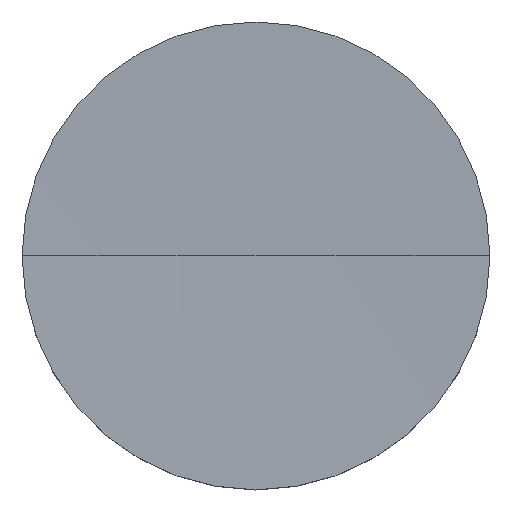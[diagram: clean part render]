
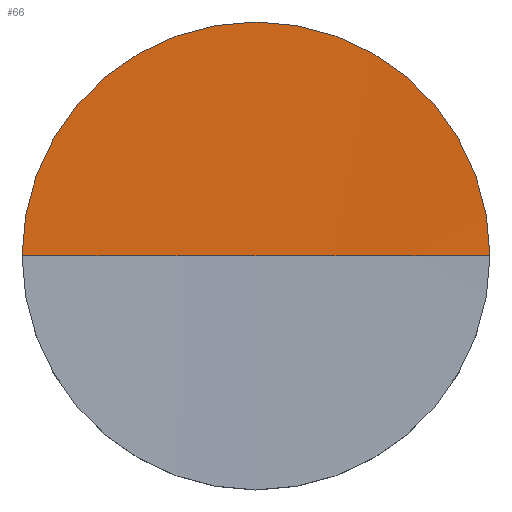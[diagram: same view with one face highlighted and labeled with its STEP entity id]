
A CAD part, top view. The second image highlights one B-rep face of the part: STEP entity #66.
In plain terms, the highlighted spherical face has radius 750 mm.
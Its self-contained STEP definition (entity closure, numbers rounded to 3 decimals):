
#2 = ORIENTED_EDGE ( 'NONE', *, *, #197, .F. ) ;
#12 = EDGE_CURVE ( 'NONE', #21, #31, #198, .T. ) ;
#16 = EDGE_LOOP ( 'NONE', ( #2, #180, #64 ) ) ;
#21 = VERTEX_POINT ( 'NONE', #107 ) ;
#31 = VERTEX_POINT ( 'NONE', #185 ) ;
#42 = CARTESIAN_POINT ( 'NONE',  ( 0., 0., 759.57 ) ) ;
#46 = FACE_OUTER_BOUND ( 'NONE', #16, .T. ) ;
#49 = DIRECTION ( 'NONE',  ( 0., -1., 0. ) ) ;
#53 = CARTESIAN_POINT ( 'NONE',  ( 25.4, 0., 10. ) ) ;
#59 = SPHERICAL_SURFACE ( 'NONE', #190, 750. ) ;
#63 = AXIS2_PLACEMENT_3D ( 'NONE', #42, #148, #143 ) ;
#64 = ORIENTED_EDGE ( 'NONE', *, *, #170, .F. ) ;
#66 = ADVANCED_FACE ( 'NONE', ( #46 ), #59, .F. ) ;
#67 = AXIS2_PLACEMENT_3D ( 'NONE', #68, #125, #115 ) ;
#68 = CARTESIAN_POINT ( 'NONE',  ( 0., 0., 10. ) ) ;
#107 = CARTESIAN_POINT ( 'NONE',  ( -25.4, 0., 10. ) ) ;
#115 = DIRECTION ( 'NONE',  ( 1., 0., 0. ) ) ;
#121 = CARTESIAN_POINT ( 'NONE',  ( 0., 0., 759.57 ) ) ;
#125 = DIRECTION ( 'NONE',  ( 0., 0., -1. ) ) ;
#131 = AXIS2_PLACEMENT_3D ( 'NONE', #137, #49, #135 ) ;
#135 = DIRECTION ( 'NONE',  ( 1., 0., 0. ) ) ;
#137 = CARTESIAN_POINT ( 'NONE',  ( 0., 0., 759.57 ) ) ;
#143 = DIRECTION ( 'NONE',  ( 0., 0., 1. ) ) ;
#148 = DIRECTION ( 'NONE',  ( 0., 1., 0. ) ) ;
#149 = CIRCLE ( 'NONE', #63, 750. ) ;
#154 = VERTEX_POINT ( 'NONE', #53 ) ;
#169 = DIRECTION ( 'NONE',  ( 1., 0., 0. ) ) ;
#170 = EDGE_CURVE ( 'NONE', #154, #31, #149, .T. ) ;
#176 = CIRCLE ( 'NONE', #67, 25.4 ) ;
#180 = ORIENTED_EDGE ( 'NONE', *, *, #12, .T. ) ;
#185 = CARTESIAN_POINT ( 'NONE',  ( 0., 0., 9.57 ) ) ;
#190 = AXIS2_PLACEMENT_3D ( 'NONE', #121, #200, #169 ) ;
#197 = EDGE_CURVE ( 'NONE', #21, #154, #176, .T. ) ;
#198 = CIRCLE ( 'NONE', #131, 750. ) ;
#200 = DIRECTION ( 'NONE',  ( 0., -1., 0. ) ) ;
